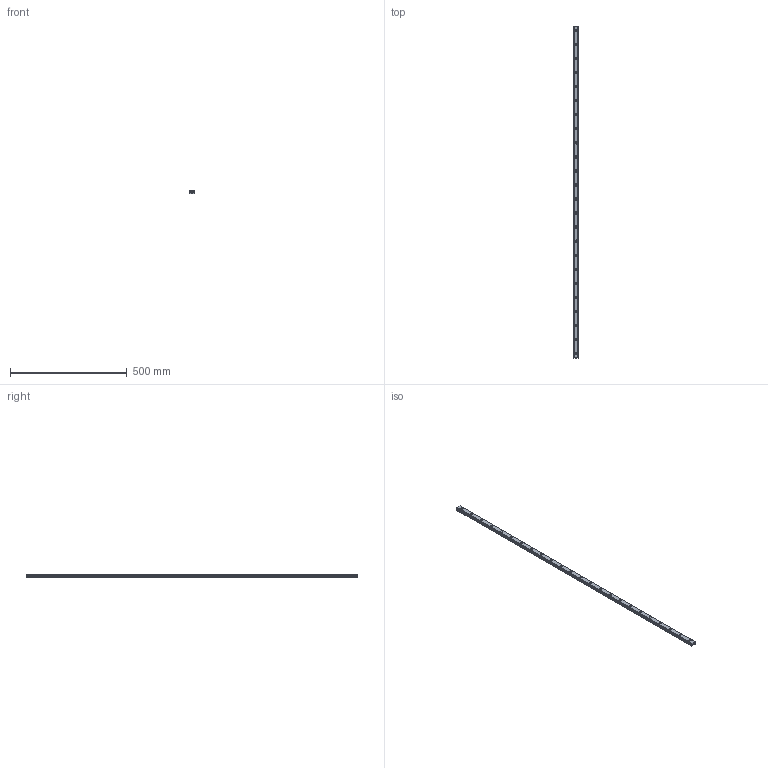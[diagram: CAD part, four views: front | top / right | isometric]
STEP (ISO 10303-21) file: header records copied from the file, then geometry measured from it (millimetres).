
FILE_DESCRIPTION(('STEP AP214'),'1');
FILE_NAME('cctmp_2366CCDA-B838-43D4-9567-5E7332551834_2021_02_04_09_33_58_0223..stp','2021-02-04T08:33:58',('HIWIN GmbH'),('CADClick - www.CADClick.com'),'Spatial InterOp 3D',' ','unknown authorization');
FILE_SCHEMA(('AUTOMOTIVE_DESIGN'));
Length unit declared in the file: millimetre
Products named in the file (1): EGR20R1420C_FILE
Bounding box: 20 x 1420 x 15.5 mm (x, y, z)
Volume: 380819.8 mm3; surface area: 113981.6 mm2
Topology: 1 solids, 1 shells, 391 faces, 915 edges, 578 vertices
Faces by surface type: plane 229, cylinder 162
Entity records: 14373 total; most frequent: DIRECTION 2119, CARTESIAN_POINT 1885, ORIENTED_EDGE 1830, EDGE_CURVE 915, AXIS2_PLACEMENT_3D 812, VERTEX_POINT 578, LINE 495, VECTOR 495
